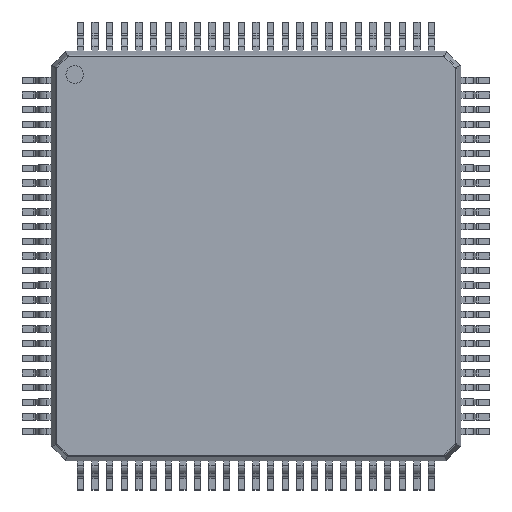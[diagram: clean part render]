
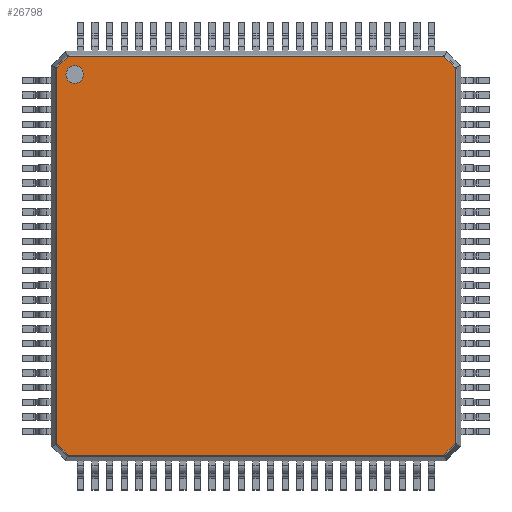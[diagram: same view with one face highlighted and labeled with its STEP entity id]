
A CAD part, top view. The second image highlights one B-rep face of the part: STEP entity #26798.
In plain terms, the highlighted planar face has unit normal (0, 0, 1).
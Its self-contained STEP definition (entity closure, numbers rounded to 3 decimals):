
#782 = CARTESIAN_POINT ( 'NONE',  ( 6.616, -6.616, 1.6 ) ) ;
#1535 = EDGE_LOOP ( 'NONE', ( #35441, #30757 ) ) ;
#2091 = EDGE_CURVE ( 'NONE', #3293, #14363, #37813, .T. ) ;
#3293 = VERTEX_POINT ( 'NONE', #8188 ) ;
#3909 = ORIENTED_EDGE ( 'NONE', *, *, #2091, .T. ) ;
#4037 = CARTESIAN_POINT ( 'NONE',  ( -5.9, 6.2, 1.6 ) ) ;
#4424 = VERTEX_POINT ( 'NONE', #17813 ) ;
#4850 = CARTESIAN_POINT ( 'NONE',  ( 0., -6.811, 1.6 ) ) ;
#5478 = FACE_OUTER_BOUND ( 'NONE', #30648, .T. ) ;
#5707 = FACE_BOUND ( 'NONE', #1535, .T. ) ;
#6637 = CARTESIAN_POINT ( 'NONE',  ( 6.422, 6.811, 1.6 ) ) ;
#6995 = LINE ( 'NONE', #10644, #30826 ) ;
#7709 = DIRECTION ( 'NONE',  ( 0., 0., 1. ) ) ;
#8105 = CARTESIAN_POINT ( 'NONE',  ( -6.616, -6.616, 1.6 ) ) ;
#8188 = CARTESIAN_POINT ( 'NONE',  ( 6.811, -6.422, 1.6 ) ) ;
#8443 = ORIENTED_EDGE ( 'NONE', *, *, #20282, .T. ) ;
#9785 = VECTOR ( 'NONE', #40108, 1000. ) ;
#9813 = DIRECTION ( 'NONE',  ( 1., 0., 0. ) ) ;
#10644 = CARTESIAN_POINT ( 'NONE',  ( -6.616, 6.616, 1.6 ) ) ;
#11342 = DIRECTION ( 'NONE',  ( 1., 0., 0. ) ) ;
#12223 = EDGE_CURVE ( 'NONE', #39125, #39546, #40593, .T. ) ;
#12846 = DIRECTION ( 'NONE',  ( 1., 0., 0. ) ) ;
#13001 = CARTESIAN_POINT ( 'NONE',  ( 0., 0., 1.6 ) ) ;
#13059 = VERTEX_POINT ( 'NONE', #24067 ) ;
#14363 = VERTEX_POINT ( 'NONE', #28903 ) ;
#14940 = AXIS2_PLACEMENT_3D ( 'NONE', #30888, #41597, #20600 ) ;
#15801 = AXIS2_PLACEMENT_3D ( 'NONE', #35062, #7709, #11342 ) ;
#15816 = CARTESIAN_POINT ( 'NONE',  ( -6.5, 6.2, 1.6 ) ) ;
#15990 = LINE ( 'NONE', #34028, #17526 ) ;
#16166 = CARTESIAN_POINT ( 'NONE',  ( -6.811, 0., 1.6 ) ) ;
#16422 = PLANE ( 'NONE',  #24415 ) ;
#16672 = DIRECTION ( 'NONE',  ( -1., 0., 0. ) ) ;
#17526 = VECTOR ( 'NONE', #16672, 1000. ) ;
#17813 = CARTESIAN_POINT ( 'NONE',  ( -6.811, 6.422, 1.6 ) ) ;
#18991 = VECTOR ( 'NONE', #23651, 1000. ) ;
#19305 = VECTOR ( 'NONE', #42936, 1000. ) ;
#19788 = VERTEX_POINT ( 'NONE', #41956 ) ;
#20282 = EDGE_CURVE ( 'NONE', #28121, #28045, #25160, .T. ) ;
#20600 = DIRECTION ( 'NONE',  ( 1., 0., 0. ) ) ;
#21943 = LINE ( 'NONE', #782, #19305 ) ;
#21968 = DIRECTION ( 'NONE',  ( 0.707, -0.707, 0. ) ) ;
#22698 = CARTESIAN_POINT ( 'NONE',  ( -6.422, -6.811, 1.6 ) ) ;
#23099 = EDGE_CURVE ( 'NONE', #28045, #13059, #42939, .T. ) ;
#23651 = DIRECTION ( 'NONE',  ( 0., 1., 0. ) ) ;
#23674 = CIRCLE ( 'NONE', #14940, 0.3 ) ;
#24037 = CARTESIAN_POINT ( 'NONE',  ( -6.811, -6.422, 1.6 ) ) ;
#24067 = CARTESIAN_POINT ( 'NONE',  ( 6.422, -6.811, 1.6 ) ) ;
#24415 = AXIS2_PLACEMENT_3D ( 'NONE', #13001, #44443, #9813 ) ;
#25160 = LINE ( 'NONE', #8105, #42719 ) ;
#25486 = CARTESIAN_POINT ( 'NONE',  ( 6.616, 6.616, 1.6 ) ) ;
#26798 = ADVANCED_FACE ( 'NONE', ( #5478, #5707 ), #16422, .T. ) ;
#27501 = ORIENTED_EDGE ( 'NONE', *, *, #44927, .T. ) ;
#28045 = VERTEX_POINT ( 'NONE', #22698 ) ;
#28121 = VERTEX_POINT ( 'NONE', #24037 ) ;
#28264 = LINE ( 'NONE', #25486, #40334 ) ;
#28894 = ORIENTED_EDGE ( 'NONE', *, *, #39643, .T. ) ;
#28903 = CARTESIAN_POINT ( 'NONE',  ( 6.811, 6.422, 1.6 ) ) ;
#30648 = EDGE_LOOP ( 'NONE', ( #3909, #42022, #28894, #31614, #37745, #8443, #37505, #27501 ) ) ;
#30757 = ORIENTED_EDGE ( 'NONE', *, *, #44792, .F. ) ;
#30826 = VECTOR ( 'NONE', #35259, 1000. ) ;
#30888 = CARTESIAN_POINT ( 'NONE',  ( -6.2, 6.2, 1.6 ) ) ;
#31614 = ORIENTED_EDGE ( 'NONE', *, *, #43282, .T. ) ;
#33511 = CARTESIAN_POINT ( 'NONE',  ( 6.811, 0., 1.6 ) ) ;
#34028 = CARTESIAN_POINT ( 'NONE',  ( 0., 6.811, 1.6 ) ) ;
#35062 = CARTESIAN_POINT ( 'NONE',  ( -6.2, 6.2, 1.6 ) ) ;
#35259 = DIRECTION ( 'NONE',  ( -0.707, -0.707, 0. ) ) ;
#35441 = ORIENTED_EDGE ( 'NONE', *, *, #12223, .F. ) ;
#37505 = ORIENTED_EDGE ( 'NONE', *, *, #23099, .T. ) ;
#37745 = ORIENTED_EDGE ( 'NONE', *, *, #42350, .T. ) ;
#37813 = LINE ( 'NONE', #33511, #18991 ) ;
#38014 = VECTOR ( 'NONE', #12846, 1000. ) ;
#38757 = DIRECTION ( 'NONE',  ( -0.707, 0.707, 0. ) ) ;
#39125 = VERTEX_POINT ( 'NONE', #4037 ) ;
#39546 = VERTEX_POINT ( 'NONE', #15816 ) ;
#39643 = EDGE_CURVE ( 'NONE', #45101, #19788, #15990, .T. ) ;
#40108 = DIRECTION ( 'NONE',  ( 0., -1., 0. ) ) ;
#40334 = VECTOR ( 'NONE', #38757, 1000. ) ;
#40593 = CIRCLE ( 'NONE', #15801, 0.3 ) ;
#41597 = DIRECTION ( 'NONE',  ( 0., 0., 1. ) ) ;
#41956 = CARTESIAN_POINT ( 'NONE',  ( -6.422, 6.811, 1.6 ) ) ;
#42022 = ORIENTED_EDGE ( 'NONE', *, *, #42270, .T. ) ;
#42270 = EDGE_CURVE ( 'NONE', #14363, #45101, #28264, .T. ) ;
#42350 = EDGE_CURVE ( 'NONE', #4424, #28121, #43291, .T. ) ;
#42719 = VECTOR ( 'NONE', #21968, 1000. ) ;
#42936 = DIRECTION ( 'NONE',  ( 0.707, 0.707, 0. ) ) ;
#42939 = LINE ( 'NONE', #4850, #38014 ) ;
#43282 = EDGE_CURVE ( 'NONE', #19788, #4424, #6995, .T. ) ;
#43291 = LINE ( 'NONE', #16166, #9785 ) ;
#44443 = DIRECTION ( 'NONE',  ( 0., 0., 1. ) ) ;
#44792 = EDGE_CURVE ( 'NONE', #39546, #39125, #23674, .T. ) ;
#44927 = EDGE_CURVE ( 'NONE', #13059, #3293, #21943, .T. ) ;
#45101 = VERTEX_POINT ( 'NONE', #6637 ) ;
